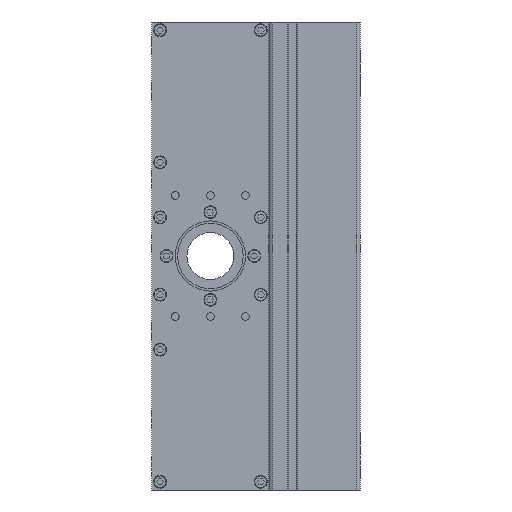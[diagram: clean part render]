
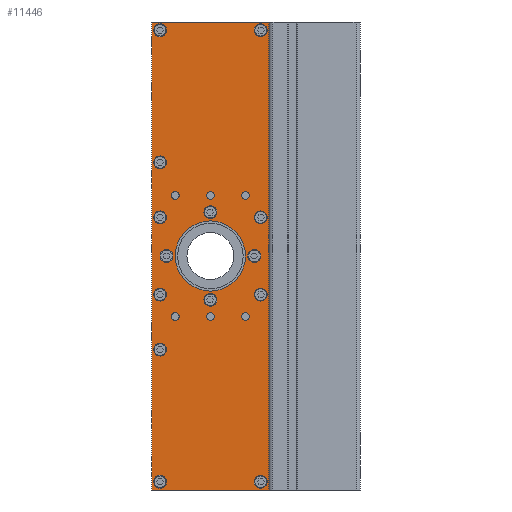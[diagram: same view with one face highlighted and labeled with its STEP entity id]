
A CAD part, left-side view. The second image highlights one B-rep face of the part: STEP entity #11446.
In plain terms, the highlighted planar face has unit normal (-1, 0, 0).
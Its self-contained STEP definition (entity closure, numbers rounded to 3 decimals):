
#2668=CARTESIAN_POINT('',(-30.0,171.0,285.5));
#2669=VERTEX_POINT('',#2668);
#2670=CARTESIAN_POINT('',(-30.0,171.0,280.0));
#2671=DIRECTION('',(1.0,0.0,0.0));
#2672=DIRECTION('',(0.0,0.0,1.0));
#2673=AXIS2_PLACEMENT_3D('',#2670,#2671,#2672);
#2674=CIRCLE('',#2673,5.5);
#2675=EDGE_CURVE('',#2669,#2669,#2674,.T.);
#2729=CARTESIAN_POINT('',(-30.0,171.0,172.5));
#2730=VERTEX_POINT('',#2729);
#2731=CARTESIAN_POINT('',(-30.0,171.0,167.0));
#2732=DIRECTION('',(1.0,0.0,0.0));
#2733=DIRECTION('',(0.0,0.0,1.0));
#2734=AXIS2_PLACEMENT_3D('',#2731,#2732,#2733);
#2735=CIRCLE('',#2734,5.5);
#2736=EDGE_CURVE('',#2730,#2730,#2735,.T.);
#2790=CARTESIAN_POINT('',(-30.0,171.0,12.5));
#2791=VERTEX_POINT('',#2790);
#2792=CARTESIAN_POINT('',(-30.0,171.0,7.));
#2793=DIRECTION('',(1.0,0.0,0.0));
#2794=DIRECTION('',(0.0,0.0,1.0));
#2795=AXIS2_PLACEMENT_3D('',#2792,#2793,#2794);
#2796=CIRCLE('',#2795,5.5);
#2797=EDGE_CURVE('',#2791,#2791,#2796,.T.);
#2851=CARTESIAN_POINT('',(-30.,85.0,238.5));
#2852=VERTEX_POINT('',#2851);
#2853=CARTESIAN_POINT('',(-30.,85.0,233.));
#2854=DIRECTION('',(1.0,0.0,0.0));
#2855=DIRECTION('',(0.0,0.0,1.0));
#2856=AXIS2_PLACEMENT_3D('',#2853,#2854,#2855);
#2857=CIRCLE('',#2856,5.5);
#2858=EDGE_CURVE('',#2852,#2852,#2857,.T.);
#2912=CARTESIAN_POINT('',(-30.,85.0,12.5));
#2913=VERTEX_POINT('',#2912);
#2914=CARTESIAN_POINT('',(-30.,85.0,7.));
#2915=DIRECTION('',(1.0,0.0,0.0));
#2916=DIRECTION('',(0.0,0.0,1.0));
#2917=AXIS2_PLACEMENT_3D('',#2914,#2915,#2916);
#2918=CIRCLE('',#2917,5.5);
#2919=EDGE_CURVE('',#2913,#2913,#2918,.T.);
#2973=CARTESIAN_POINT('',(-30.,85.0,172.5));
#2974=VERTEX_POINT('',#2973);
#2975=CARTESIAN_POINT('',(-30.,85.0,167.));
#2976=DIRECTION('',(1.0,0.0,0.0));
#2977=DIRECTION('',(0.0,0.0,1.0));
#2978=AXIS2_PLACEMENT_3D('',#2975,#2976,#2977);
#2979=CIRCLE('',#2978,5.5);
#2980=EDGE_CURVE('',#2974,#2974,#2979,.T.);
#3034=CARTESIAN_POINT('',(-30.,85.0,398.5));
#3035=VERTEX_POINT('',#3034);
#3036=CARTESIAN_POINT('',(-30.,85.0,393.0));
#3037=DIRECTION('',(1.0,0.0,0.0));
#3038=DIRECTION('',(0.0,0.0,1.0));
#3039=AXIS2_PLACEMENT_3D('',#3036,#3037,#3038);
#3040=CIRCLE('',#3039,5.5);
#3041=EDGE_CURVE('',#3035,#3035,#3040,.T.);
#3095=CARTESIAN_POINT('',(-30.0,171.0,125.5));
#3096=VERTEX_POINT('',#3095);
#3097=CARTESIAN_POINT('',(-30.0,171.0,120.0));
#3098=DIRECTION('',(1.0,0.0,0.0));
#3099=DIRECTION('',(0.0,0.0,1.0));
#3100=AXIS2_PLACEMENT_3D('',#3097,#3098,#3099);
#3101=CIRCLE('',#3100,5.5);
#3102=EDGE_CURVE('',#3096,#3096,#3101,.T.);
#3156=CARTESIAN_POINT('',(-30.0,171.0,238.5));
#3157=VERTEX_POINT('',#3156);
#3158=CARTESIAN_POINT('',(-30.0,171.0,233.0));
#3159=DIRECTION('',(1.0,0.0,0.0));
#3160=DIRECTION('',(0.0,0.0,1.0));
#3161=AXIS2_PLACEMENT_3D('',#3158,#3159,#3160);
#3162=CIRCLE('',#3161,5.5);
#3163=EDGE_CURVE('',#3157,#3157,#3162,.T.);
#3217=CARTESIAN_POINT('',(-30.0,171.0,398.5));
#3218=VERTEX_POINT('',#3217);
#3219=CARTESIAN_POINT('',(-30.0,171.0,393.0));
#3220=DIRECTION('',(1.0,0.0,0.0));
#3221=DIRECTION('',(0.0,0.0,1.0));
#3222=AXIS2_PLACEMENT_3D('',#3219,#3220,#3221);
#3223=CIRCLE('',#3222,5.5);
#3224=EDGE_CURVE('',#3218,#3218,#3223,.T.);
#5584=CARTESIAN_POINT('',(-30.0,128.0,243.0));
#5585=VERTEX_POINT('',#5584);
#5586=CARTESIAN_POINT('',(-30.,128.0,237.5));
#5587=DIRECTION('',(1.0,0.0,0.0));
#5588=DIRECTION('',(0.0,0.0,-1.0));
#5589=AXIS2_PLACEMENT_3D('',#5586,#5587,#5588);
#5590=CIRCLE('',#5589,5.5);
#5591=EDGE_CURVE('',#5585,#5585,#5590,.T.);
#5624=CARTESIAN_POINT('',(-30.0,128.0,168.0));
#5625=VERTEX_POINT('',#5624);
#5626=CARTESIAN_POINT('',(-30.,128.0,162.5));
#5627=DIRECTION('',(1.0,0.0,0.0));
#5628=DIRECTION('',(0.0,0.0,-1.0));
#5629=AXIS2_PLACEMENT_3D('',#5626,#5627,#5628);
#5630=CIRCLE('',#5629,5.5);
#5631=EDGE_CURVE('',#5625,#5625,#5630,.T.);
#5664=CARTESIAN_POINT('',(-30.0,165.5,205.5));
#5665=VERTEX_POINT('',#5664);
#5666=CARTESIAN_POINT('',(-30.,165.5,200.0));
#5667=DIRECTION('',(1.0,0.0,0.0));
#5668=DIRECTION('',(0.0,0.0,-1.0));
#5669=AXIS2_PLACEMENT_3D('',#5666,#5667,#5668);
#5670=CIRCLE('',#5669,5.5);
#5671=EDGE_CURVE('',#5665,#5665,#5670,.T.);
#5704=CARTESIAN_POINT('',(-30.,90.5,205.5));
#5705=VERTEX_POINT('',#5704);
#5706=CARTESIAN_POINT('',(-30.,90.5,200.0));
#5707=DIRECTION('',(1.0,0.0,0.0));
#5708=DIRECTION('',(0.0,0.0,-1.0));
#5709=AXIS2_PLACEMENT_3D('',#5706,#5707,#5708);
#5710=CIRCLE('',#5709,5.5);
#5711=EDGE_CURVE('',#5705,#5705,#5710,.T.);
#5950=CARTESIAN_POINT('',(-30.,78.0,0.0));
#5951=VERTEX_POINT('',#5950);
#5958=CARTESIAN_POINT('',(-30.0,178.0,0.0));
#5959=VERTEX_POINT('',#5958);
#5960=CARTESIAN_POINT('',(-30.,78.0,0.0));
#5961=DIRECTION('',(0.0,1.0,0.0));
#5962=VECTOR('',#5961,100.0);
#5963=LINE('',#5960,#5962);
#5964=EDGE_CURVE('',#5951,#5959,#5963,.T.);
#5981=CARTESIAN_POINT('',(-30.0,178.0,400.0));
#5982=VERTEX_POINT('',#5981);
#5989=CARTESIAN_POINT('',(-30.,78.0,400.0));
#5990=VERTEX_POINT('',#5989);
#5991=CARTESIAN_POINT('',(-30.,78.0,400.0));
#5992=DIRECTION('',(0.0,1.0,0.0));
#5993=VECTOR('',#5992,100.0);
#5994=LINE('',#5991,#5993);
#5995=EDGE_CURVE('',#5990,#5982,#5994,.T.);
#8534=CARTESIAN_POINT('',(-30.0,128.0,151.574));
#8535=VERTEX_POINT('',#8534);
#8536=CARTESIAN_POINT('',(-30.0,128.0,148.25));
#8537=DIRECTION('',(1.0,0.0,0.0));
#8538=DIRECTION('',(0.0,0.0,1.0));
#8539=AXIS2_PLACEMENT_3D('',#8536,#8537,#8538);
#8540=CIRCLE('',#8539,3.324);
#8541=EDGE_CURVE('',#8535,#8535,#8540,.T.);
#8592=CARTESIAN_POINT('',(-30.,98.0,255.074));
#8593=VERTEX_POINT('',#8592);
#8594=CARTESIAN_POINT('',(-30.,98.0,251.75));
#8595=DIRECTION('',(1.0,0.0,0.0));
#8596=DIRECTION('',(0.0,0.0,1.0));
#8597=AXIS2_PLACEMENT_3D('',#8594,#8595,#8596);
#8598=CIRCLE('',#8597,3.324);
#8599=EDGE_CURVE('',#8593,#8593,#8598,.T.);
#8650=CARTESIAN_POINT('',(-30.0,158.0,255.074));
#8651=VERTEX_POINT('',#8650);
#8652=CARTESIAN_POINT('',(-30.0,158.0,251.75));
#8653=DIRECTION('',(1.0,0.0,0.0));
#8654=DIRECTION('',(0.0,0.0,1.0));
#8655=AXIS2_PLACEMENT_3D('',#8652,#8653,#8654);
#8656=CIRCLE('',#8655,3.324);
#8657=EDGE_CURVE('',#8651,#8651,#8656,.T.);
#8708=CARTESIAN_POINT('',(-30.0,128.0,255.074));
#8709=VERTEX_POINT('',#8708);
#8710=CARTESIAN_POINT('',(-30.0,128.0,251.75));
#8711=DIRECTION('',(1.0,0.0,0.0));
#8712=DIRECTION('',(0.0,0.0,1.0));
#8713=AXIS2_PLACEMENT_3D('',#8710,#8711,#8712);
#8714=CIRCLE('',#8713,3.324);
#8715=EDGE_CURVE('',#8709,#8709,#8714,.T.);
#8766=CARTESIAN_POINT('',(-30.0,158.0,151.574));
#8767=VERTEX_POINT('',#8766);
#8768=CARTESIAN_POINT('',(-30.0,158.0,148.25));
#8769=DIRECTION('',(1.0,0.0,0.0));
#8770=DIRECTION('',(0.0,0.0,1.0));
#8771=AXIS2_PLACEMENT_3D('',#8768,#8769,#8770);
#8772=CIRCLE('',#8771,3.324);
#8773=EDGE_CURVE('',#8767,#8767,#8772,.T.);
#8824=CARTESIAN_POINT('',(-30.,98.0,151.574));
#8825=VERTEX_POINT('',#8824);
#8826=CARTESIAN_POINT('',(-30.,98.0,148.25));
#8827=DIRECTION('',(1.0,0.0,0.0));
#8828=DIRECTION('',(0.0,0.0,1.0));
#8829=AXIS2_PLACEMENT_3D('',#8826,#8827,#8828);
#8830=CIRCLE('',#8829,3.324);
#8831=EDGE_CURVE('',#8825,#8825,#8830,.T.);
#11338=CARTESIAN_POINT('',(-30.0,128.0,230.0));
#11339=VERTEX_POINT('',#11338);
#11340=CARTESIAN_POINT('',(-30.,128.0,200.0));
#11341=DIRECTION('',(1.0,0.0,0.0));
#11342=DIRECTION('',(0.0,0.0,-1.0));
#11343=AXIS2_PLACEMENT_3D('',#11340,#11341,#11342);
#11344=CIRCLE('',#11343,30.0);
#11345=EDGE_CURVE('',#11339,#11339,#11344,.T.);
#11362=CARTESIAN_POINT('',(-30.,78.0,0.0));
#11363=DIRECTION('',(-1.0,0.0,0.0));
#11364=DIRECTION('',(0.0,0.0,1.0));
#11365=AXIS2_PLACEMENT_3D('',#11362,#11363,#11364);
#11366=PLANE('',#11365);
#11367=ORIENTED_EDGE('',*,*,#5995,.T.);
#11368=CARTESIAN_POINT('',(-30.0,178.0,0.0));
#11369=DIRECTION('',(0.0,0.0,1.0));
#11370=VECTOR('',#11369,400.0);
#11371=LINE('',#11368,#11370);
#11372=EDGE_CURVE('',#5959,#5982,#11371,.T.);
#11373=ORIENTED_EDGE('',*,*,#11372,.F.);
#11374=ORIENTED_EDGE('',*,*,#5964,.F.);
#11375=CARTESIAN_POINT('',(-30.,78.0,400.0));
#11376=DIRECTION('',(0.0,0.0,-1.0));
#11377=VECTOR('',#11376,400.0);
#11378=LINE('',#11375,#11377);
#11379=EDGE_CURVE('',#5990,#5951,#11378,.T.);
#11380=ORIENTED_EDGE('',*,*,#11379,.F.);
#11381=EDGE_LOOP('',(#11367,#11373,#11374,#11380));
#11382=FACE_OUTER_BOUND('',#11381,.T.);
#11383=ORIENTED_EDGE('',*,*,#2675,.T.);
#11384=EDGE_LOOP('',(#11383));
#11385=FACE_BOUND('',#11384,.T.);
#11386=ORIENTED_EDGE('',*,*,#2736,.T.);
#11387=EDGE_LOOP('',(#11386));
#11388=FACE_BOUND('',#11387,.T.);
#11389=ORIENTED_EDGE('',*,*,#2797,.T.);
#11390=EDGE_LOOP('',(#11389));
#11391=FACE_BOUND('',#11390,.T.);
#11392=ORIENTED_EDGE('',*,*,#2858,.T.);
#11393=EDGE_LOOP('',(#11392));
#11394=FACE_BOUND('',#11393,.T.);
#11395=ORIENTED_EDGE('',*,*,#2919,.T.);
#11396=EDGE_LOOP('',(#11395));
#11397=FACE_BOUND('',#11396,.T.);
#11398=ORIENTED_EDGE('',*,*,#2980,.T.);
#11399=EDGE_LOOP('',(#11398));
#11400=FACE_BOUND('',#11399,.T.);
#11401=ORIENTED_EDGE('',*,*,#3041,.T.);
#11402=EDGE_LOOP('',(#11401));
#11403=FACE_BOUND('',#11402,.T.);
#11404=ORIENTED_EDGE('',*,*,#3102,.T.);
#11405=EDGE_LOOP('',(#11404));
#11406=FACE_BOUND('',#11405,.T.);
#11407=ORIENTED_EDGE('',*,*,#3163,.T.);
#11408=EDGE_LOOP('',(#11407));
#11409=FACE_BOUND('',#11408,.T.);
#11410=ORIENTED_EDGE('',*,*,#3224,.T.);
#11411=EDGE_LOOP('',(#11410));
#11412=FACE_BOUND('',#11411,.T.);
#11413=ORIENTED_EDGE('',*,*,#5591,.T.);
#11414=EDGE_LOOP('',(#11413));
#11415=FACE_BOUND('',#11414,.T.);
#11416=ORIENTED_EDGE('',*,*,#5631,.T.);
#11417=EDGE_LOOP('',(#11416));
#11418=FACE_BOUND('',#11417,.T.);
#11419=ORIENTED_EDGE('',*,*,#5671,.T.);
#11420=EDGE_LOOP('',(#11419));
#11421=FACE_BOUND('',#11420,.T.);
#11422=ORIENTED_EDGE('',*,*,#5711,.T.);
#11423=EDGE_LOOP('',(#11422));
#11424=FACE_BOUND('',#11423,.T.);
#11425=ORIENTED_EDGE('',*,*,#8541,.T.);
#11426=EDGE_LOOP('',(#11425));
#11427=FACE_BOUND('',#11426,.T.);
#11428=ORIENTED_EDGE('',*,*,#8599,.T.);
#11429=EDGE_LOOP('',(#11428));
#11430=FACE_BOUND('',#11429,.T.);
#11431=ORIENTED_EDGE('',*,*,#8657,.T.);
#11432=EDGE_LOOP('',(#11431));
#11433=FACE_BOUND('',#11432,.T.);
#11434=ORIENTED_EDGE('',*,*,#8715,.T.);
#11435=EDGE_LOOP('',(#11434));
#11436=FACE_BOUND('',#11435,.T.);
#11437=ORIENTED_EDGE('',*,*,#8773,.T.);
#11438=EDGE_LOOP('',(#11437));
#11439=FACE_BOUND('',#11438,.T.);
#11440=ORIENTED_EDGE('',*,*,#8831,.T.);
#11441=EDGE_LOOP('',(#11440));
#11442=FACE_BOUND('',#11441,.T.);
#11443=ORIENTED_EDGE('',*,*,#11345,.T.);
#11444=EDGE_LOOP('',(#11443));
#11445=FACE_BOUND('',#11444,.T.);
#11446=ADVANCED_FACE('',(#11382,#11385,#11388,#11391,#11394,#11397,#11400,#11403,#11406,#11409,#11412,#11415,#11418,#11421,#11424,#11427,#11430,#11433,#11436,#11439,#11442,#11445),#11366,.T.);
